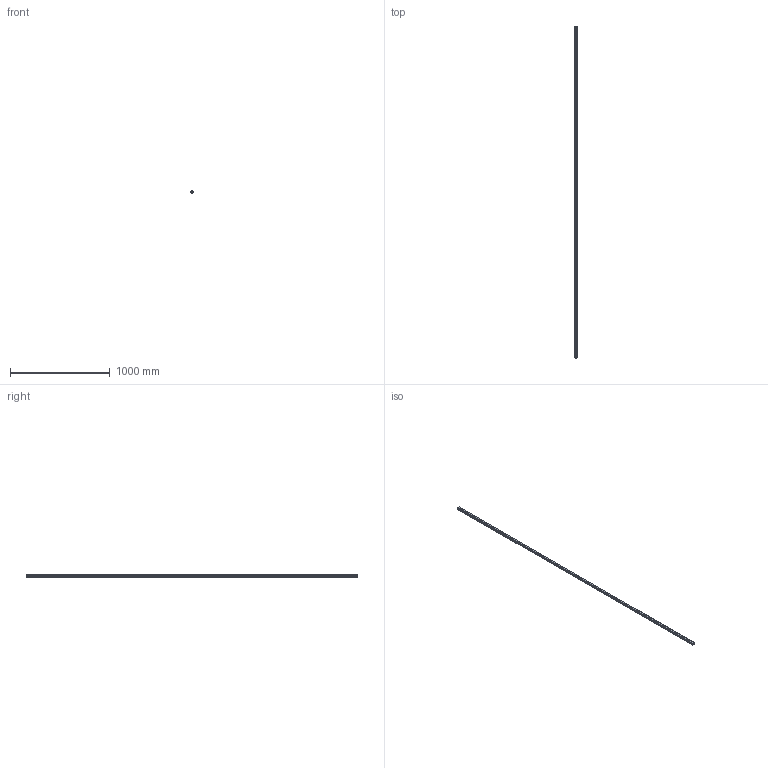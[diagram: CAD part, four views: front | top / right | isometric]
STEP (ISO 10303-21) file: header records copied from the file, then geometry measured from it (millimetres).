
FILE_DESCRIPTION(('STEP AP214'),'1');
FILE_NAME('cctmp_7AA9D707-BB49-421C-9676-0A56C3928C47_2021_01_25_11_34_12_0491..stp','2021-01-25T10:34:12',('HIWIN GmbH'),('CADClick - www.CADClick.com'),'Spatial InterOp 3D',' ','unknown authorization');
FILE_SCHEMA(('AUTOMOTIVE_DESIGN'));
Length unit declared in the file: millimetre
Products named in the file (1): HGR25T3330C_FILE
Bounding box: 23 x 3330 x 22 mm (x, y, z)
Volume: 1439617.1 mm3; surface area: 316109.7 mm2
Topology: 1 solids, 1 shells, 503 faces, 1547 edges, 938 vertices
Faces by surface type: plane 257, cylinder 134, cone 112
Entity records: 20725 total; most frequent: DIRECTION 3159, CARTESIAN_POINT 2877, ORIENTED_EDGE 2870, EDGE_CURVE 1435, AXIS2_PLACEMENT_3D 1220, VERTEX_POINT 938, LINE 719, VECTOR 719
